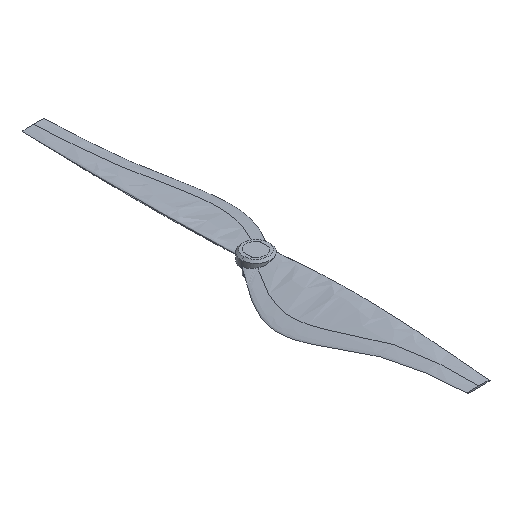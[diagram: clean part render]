
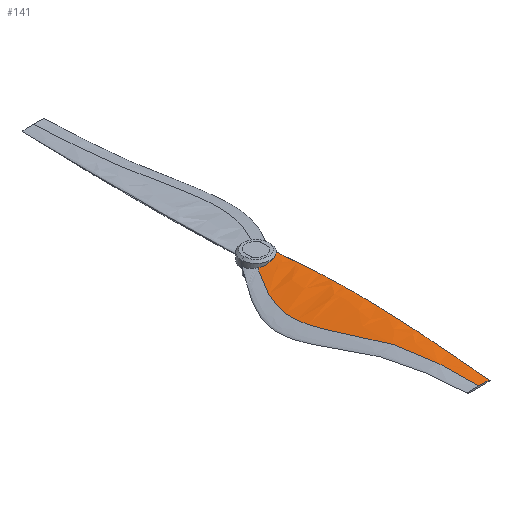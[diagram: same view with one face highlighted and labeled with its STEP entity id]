
A CAD part, isometric view. The second image highlights one B-rep face of the part: STEP entity #141.
In plain terms, the highlighted free-form (B-spline) face has degree [3, 3] with [4, 6] control points.
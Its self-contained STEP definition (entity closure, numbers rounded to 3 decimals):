
#60 = B_SPLINE_CURVE_WITH_KNOTS ( 'NONE', 2,
 ( #567, #307, #299 ),
 .UNSPECIFIED., .F., .F.,
 ( 3, 3 ),
 ( 0., 1. ),
 .UNSPECIFIED. ) ;
#66 = CARTESIAN_POINT ( 'NONE',  ( 5.078, -126.1, 5.103 ) ) ;
#76 = CARTESIAN_POINT ( 'NONE',  ( 0.183, -8.015, 6.055 ) ) ;
#84 = CARTESIAN_POINT ( 'NONE',  ( -3.625, -7.136, 5.065 ) ) ;
#91 = CARTESIAN_POINT ( 'NONE',  ( -7.696, -10.023, 3.88 ) ) ;
#141 = ADVANCED_FACE ( 'NONE', ( #885 ), #836, .T. ) ;
#160 = CARTESIAN_POINT ( 'NONE',  ( 1.627, -10.023, 6.72 ) ) ;
#169 = CARTESIAN_POINT ( 'NONE',  ( 5.253, -126.1, 4.814 ) ) ;
#170 = EDGE_CURVE ( 'NONE', #636, #828, #1322, .T. ) ;
#179 = CARTESIAN_POINT ( 'NONE',  ( 7.658, -77.453, 6.416 ) ) ;
#205 = CARTESIAN_POINT ( 'NONE',  ( 4.894, -6.334, 6.778 ) ) ;
#220 = CARTESIAN_POINT ( 'NONE',  ( 6., -5.292, 6.455 ) ) ;
#224 = CARTESIAN_POINT ( 'NONE',  ( -10.119, -14.102, 3.167 ) ) ;
#230 = CARTESIAN_POINT ( 'NONE',  ( 4.406, -77.453, 7.784 ) ) ;
#248 = CARTESIAN_POINT ( 'NONE',  ( 6.12, -5.153, 6.174 ) ) ;
#253 = B_SPLINE_CURVE_WITH_KNOTS ( 'NONE', 3,
 ( #248, #730, #1214, #1071, #611, #1559 ),
 .UNSPECIFIED., .F., .F.,
 ( 4, 1, 1, 4 ),
 ( 0.041, 0.24, 0.604, 1. ),
 .UNSPECIFIED. ) ;
#277 = CARTESIAN_POINT ( 'NONE',  ( 6.077, -109.44, 5.363 ) ) ;
#295 = EDGE_LOOP ( 'NONE', ( #497, #886, #1266, #1459 ) ) ;
#296 = CARTESIAN_POINT ( 'NONE',  ( 8.034, -35.28, 7.13 ) ) ;
#299 = CARTESIAN_POINT ( 'NONE',  ( -1.1, -126.1, 5.3 ) ) ;
#300 = CARTESIAN_POINT ( 'NONE',  ( -1.1, -126.1, 5.3 ) ) ;
#307 = CARTESIAN_POINT ( 'NONE',  ( 4.99, -126.1, 5.247 ) ) ;
#319 = CARTESIAN_POINT ( 'NONE',  ( -2.657, -7.55, 5.331 ) ) ;
#327 = CARTESIAN_POINT ( 'NONE',  ( 5.314, -5.986, 6.745 ) ) ;
#336 = CARTESIAN_POINT ( 'NONE',  ( 3.272, -7.305, 6.658 ) ) ;
#353 = CARTESIAN_POINT ( 'NONE',  ( 3.455, -109.44, 6.128 ) ) ;
#438 = CARTESIAN_POINT ( 'NONE',  ( -23.885, -35.28, -0.913 ) ) ;
#445 = CARTESIAN_POINT ( 'NONE',  ( -5.155, -6.118, 4.633 ) ) ;
#453 = CARTESIAN_POINT ( 'NONE',  ( -4.313, -6.758, 4.873 ) ) ;
#461 = CARTESIAN_POINT ( 'NONE',  ( 2.96, -126.1, 5.265 ) ) ;
#497 = ORIENTED_EDGE ( 'NONE', *, *, #170, .F. ) ;
#540 = CARTESIAN_POINT ( 'NONE',  ( 7.683, -77.453, 7.703 ) ) ;
#543 = CARTESIAN_POINT ( 'NONE',  ( -22.826, -37.337, -0.544 ) ) ;
#556 = CARTESIAN_POINT ( 'NONE',  ( -1.394, -7.895, 5.666 ) ) ;
#564 = CARTESIAN_POINT ( 'NONE',  ( 3.515, -7.191, 6.69 ) ) ;
#567 = CARTESIAN_POINT ( 'NONE',  ( 5.253, -126.1, 4.814 ) ) ;
#573 = CARTESIAN_POINT ( 'NONE',  ( -2.658, -35.28, 6.287 ) ) ;
#580 = CARTESIAN_POINT ( 'NONE',  ( -4.747, -6.462, 4.75 ) ) ;
#611 = CARTESIAN_POINT ( 'NONE',  ( 6.077, -109.44, 5.363 ) ) ;
#636 = VERTEX_POINT ( 'NONE', #1391 ) ;
#652 = VERTEX_POINT ( 'NONE', #300 ) ;
#653 = CARTESIAN_POINT ( 'NONE',  ( 7.982, -35.28, 8.968 ) ) ;
#663 = CARTESIAN_POINT ( 'NONE',  ( 5.682, -0.001, 6.969 ) ) ;
#672 = CARTESIAN_POINT ( 'NONE',  ( 5.97, -109.44, 5.993 ) ) ;
#703 = CARTESIAN_POINT ( 'NONE',  ( 6.12, -5.153, 6.174 ) ) ;
#709 = EDGE_CURVE ( 'NONE', #636, #652, #1102, .T. ) ;
#712 = CARTESIAN_POINT ( 'NONE',  ( 6.094, -5.184, 6.307 ) ) ;
#730 = CARTESIAN_POINT ( 'NONE',  ( 6.64, -13.458, 6.433 ) ) ;
#808 = CARTESIAN_POINT ( 'NONE',  ( -1.905, -7.788, 5.533 ) ) ;
#827 = CARTESIAN_POINT ( 'NONE',  ( 4.673, -6.499, 6.779 ) ) ;
#828 = VERTEX_POINT ( 'NONE', #843 ) ;
#834 = CARTESIAN_POINT ( 'NONE',  ( -2.906, -7.458, 5.263 ) ) ;
#836 = B_SPLINE_SURFACE_WITH_KNOTS ( 'NONE', 3, 3, ( 
 ( #1248, #1259, #296, #179, #277, #169 ),
 ( #663, #1281, #653, #540, #672, #66 ),
 ( #1406, #160, #573, #230, #353, #461 ),
 ( #1531, #91, #438, #1060, #1075, #1562 ) ),
 .UNSPECIFIED., .F., .F., .F.,
 ( 4, 4 ),
 ( 4, 1, 1, 4 ),
 ( 0., 1. ),
 ( 0., 0.24, 0.604, 1. ),
 .UNSPECIFIED. ) ;
#840 = CARTESIAN_POINT ( 'NONE',  ( 1.75, -7.824, 6.398 ) ) ;
#843 = CARTESIAN_POINT ( 'NONE',  ( 6.12, -5.153, 6.174 ) ) ;
#885 = FACE_OUTER_BOUND ( 'NONE', #295, .T. ) ;
#886 = ORIENTED_EDGE ( 'NONE', *, *, #709, .T. ) ;
#943 = CARTESIAN_POINT ( 'NONE',  ( -3.39, -7.251, 5.131 ) ) ;
#956 = CARTESIAN_POINT ( 'NONE',  ( 5.794, -5.518, 6.607 ) ) ;
#1027 = CARTESIAN_POINT ( 'NONE',  ( -2.175, -77.453, 6.659 ) ) ;
#1041 = CARTESIAN_POINT ( 'NONE',  ( 6.036, -5.25, 6.412 ) ) ;
#1053 = CARTESIAN_POINT ( 'NONE',  ( 3.99, -6.939, 6.741 ) ) ;
#1060 = CARTESIAN_POINT ( 'NONE',  ( -2.175, -77.453, 6.659 ) ) ;
#1063 = EDGE_CURVE ( 'NONE', #1444, #652, #60, .T. ) ;
#1066 = CARTESIAN_POINT ( 'NONE',  ( 2.774, -7.509, 6.582 ) ) ;
#1071 = CARTESIAN_POINT ( 'NONE',  ( 7.658, -77.453, 6.416 ) ) ;
#1075 = CARTESIAN_POINT ( 'NONE',  ( -1.468, -109.44, 5.765 ) ) ;
#1088 = CARTESIAN_POINT ( 'NONE',  ( 5.253, -126.1, 4.814 ) ) ;
#1102 = B_SPLINE_CURVE_WITH_KNOTS ( 'NONE', 3,
 ( #1310, #224, #543, #1027, #1551, #1431 ),
 .UNSPECIFIED., .F., .F.,
 ( 4, 1, 1, 4 ),
 ( 0.049, 0.24, 0.604, 1. ),
 .UNSPECIFIED. ) ;
#1172 = CARTESIAN_POINT ( 'NONE',  ( 5.883, -5.422, 6.561 ) ) ;
#1189 = CARTESIAN_POINT ( 'NONE',  ( 4.221, -6.801, 6.76 ) ) ;
#1197 = CARTESIAN_POINT ( 'NONE',  ( 6.114, -5.16, 6.243 ) ) ;
#1214 = CARTESIAN_POINT ( 'NONE',  ( 8.019, -37.012, 7.101 ) ) ;
#1248 = CARTESIAN_POINT ( 'NONE',  ( 5.794, -0.001, 6.012 ) ) ;
#1259 = CARTESIAN_POINT ( 'NONE',  ( 6.43, -10.023, 6.33 ) ) ;
#1266 = ORIENTED_EDGE ( 'NONE', *, *, #1063, .F. ) ;
#1281 = CARTESIAN_POINT ( 'NONE',  ( 6.335, -10.023, 7.536 ) ) ;
#1306 = CARTESIAN_POINT ( 'NONE',  ( 5.515, -5.801, 6.714 ) ) ;
#1310 = CARTESIAN_POINT ( 'NONE',  ( -5.155, -6.118, 4.633 ) ) ;
#1322 = B_SPLINE_CURVE_WITH_KNOTS ( 'NONE', 3,
 ( #445, #580, #453, #84, #943, #834, #319, #808, #556, #1420, #76, #1442, #840, #1427, #1066, #336, #564, #1053, #1189, #827, #205, #327, #1306, #956, #1172, #220, #1041, #712, #1197, #703 ),
 .UNSPECIFIED., .F., .F.,
 ( 4, 2, 2, 2, 2, 2, 2, 2, 2, 2, 2, 2, 2, 2, 4 ),
 ( 0., 0.002, 0.002, 0.003, 0.005, 0.006, 0.008, 0.009, 0.01, 0.01, 0.011, 0.012, 0.013, 0.013, 0.013 ),
 .UNSPECIFIED. ) ;
#1385 = EDGE_CURVE ( 'NONE', #828, #1444, #253, .T. ) ;
#1391 = CARTESIAN_POINT ( 'NONE',  ( -5.155, -6.118, 4.633 ) ) ;
#1406 = CARTESIAN_POINT ( 'NONE',  ( 3.326, -0.001, 6.892 ) ) ;
#1420 = CARTESIAN_POINT ( 'NONE',  ( -0.353, -8.009, 5.927 ) ) ;
#1427 = CARTESIAN_POINT ( 'NONE',  ( 2.518, -7.598, 6.539 ) ) ;
#1431 = CARTESIAN_POINT ( 'NONE',  ( -1.1, -126.1, 5.3 ) ) ;
#1442 = CARTESIAN_POINT ( 'NONE',  ( 1.232, -7.922, 6.29 ) ) ;
#1444 = VERTEX_POINT ( 'NONE', #1088 ) ;
#1459 = ORIENTED_EDGE ( 'NONE', *, *, #1385, .F. ) ;
#1531 = CARTESIAN_POINT ( 'NONE',  ( -1.273, -0.001, 5.781 ) ) ;
#1551 = CARTESIAN_POINT ( 'NONE',  ( -1.468, -109.44, 5.765 ) ) ;
#1559 = CARTESIAN_POINT ( 'NONE',  ( 5.253, -126.1, 4.814 ) ) ;
#1562 = CARTESIAN_POINT ( 'NONE',  ( -1.1, -126.1, 5.3 ) ) ;
